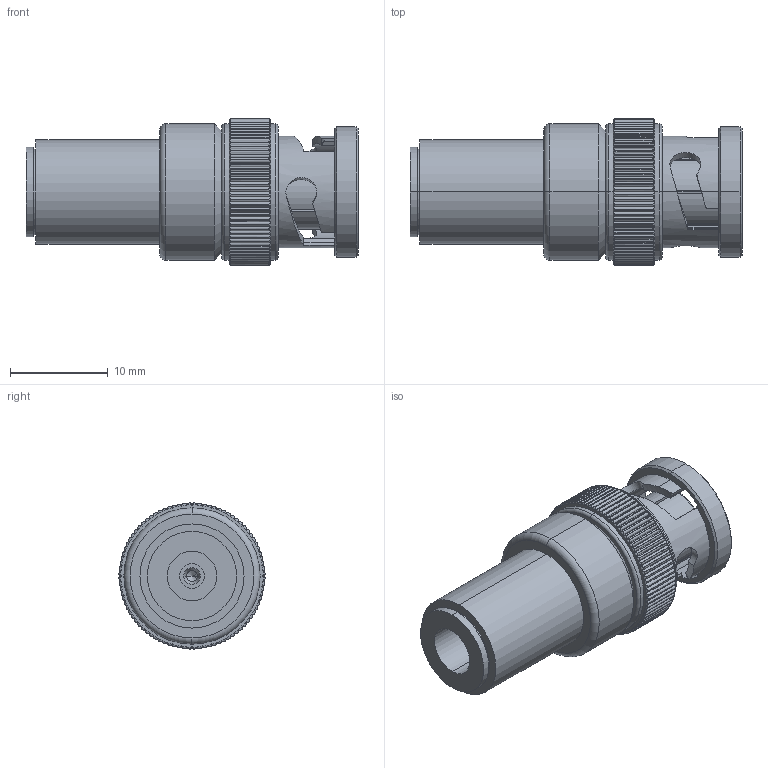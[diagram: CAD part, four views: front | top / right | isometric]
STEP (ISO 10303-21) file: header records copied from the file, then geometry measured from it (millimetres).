
FILE_DESCRIPTION (( 'STEP AP214' ), '1' );
FILE_NAME ('LCCN310-06031-310_3D.step', '2023-03-17T12:54:06', ( '' ), ( '' ), 'SwSTEP 2.0', 'SolidWorks 2022', '' );
FILE_SCHEMA (( 'AUTOMOTIVE_DESIGN' ));
Length unit declared in the file: inch
Products named in the file (3): LCCN310-06031-310_3D; 10-06031-310-MA3; 10-06031-310-MA1
Assembly tree (2 placements, depth 2):
  LCCN310-06031-310_3D
    10-06031-310-MA1
    10-06031-310-MA3
Bounding box: 34.04 x 14.98 x 14.98 mm (x, y, z)
Volume: 3346.6 mm3; surface area: 3001.1 mm2
Topology: 2 solids, 2 shells, 671 faces, 1939 edges, 1280 vertices
Faces by surface type: cylinder 371, torus 196, plane 67, cone 22, bspline 15
Entity records: 25604 total; most frequent: CARTESIAN_POINT 7944, ORIENTED_EDGE 3874, DIRECTION 3626, EDGE_CURVE 1937, AXIS2_PLACEMENT_3D 1561, VERTEX_POINT 1280, CIRCLE 900, EDGE_LOOP 691
